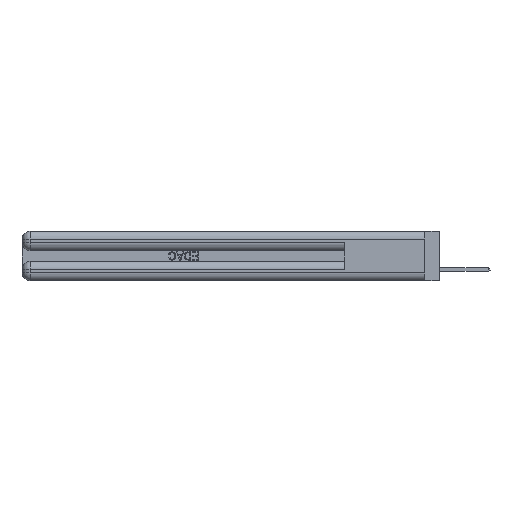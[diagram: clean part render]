
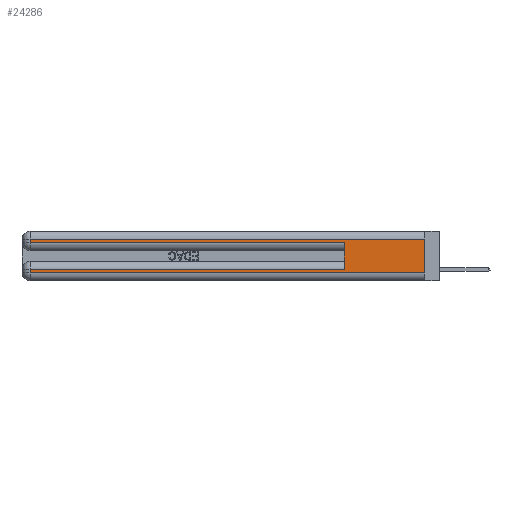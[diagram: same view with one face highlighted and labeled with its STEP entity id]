
A CAD part, left-side view. The second image highlights one B-rep face of the part: STEP entity #24286.
In plain terms, the highlighted planar face has unit normal (-1, 0, 0).
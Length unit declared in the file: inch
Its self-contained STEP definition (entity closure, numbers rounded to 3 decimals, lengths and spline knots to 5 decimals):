
#309 = CARTESIAN_POINT ( 'NONE',  ( 0., 2.94, 0.06 ) ) ;
#815 = DIRECTION ( 'NONE',  ( 0., 1., 0. ) ) ;
#1042 = ORIENTED_EDGE ( 'NONE', *, *, #11816, .F. ) ;
#1793 = LINE ( 'NONE', #21246, #6719 ) ;
#3291 = ORIENTED_EDGE ( 'NONE', *, *, #33127, .T. ) ;
#3783 = CARTESIAN_POINT ( 'NONE',  ( 0., 0.6, 0.145 ) ) ;
#4542 = EDGE_CURVE ( 'NONE', #38341, #17551, #28897, .T. ) ;
#5173 = EDGE_LOOP ( 'NONE', ( #13131, #36968, #39083, #3291, #1042, #7461, #19502, #31987 ) ) ;
#5488 = VECTOR ( 'NONE', #35274, 39.37008 ) ;
#5706 = VECTOR ( 'NONE', #815, 39.37008 ) ;
#6719 = VECTOR ( 'NONE', #40428, 39.37008 ) ;
#7461 = ORIENTED_EDGE ( 'NONE', *, *, #10775, .T. ) ;
#8190 = LINE ( 'NONE', #17136, #17649 ) ;
#8899 = CARTESIAN_POINT ( 'NONE',  ( 0., 0., 0.06 ) ) ;
#9370 = EDGE_CURVE ( 'NONE', #12980, #38459, #36430, .T. ) ;
#10614 = DIRECTION ( 'NONE',  ( 0., 0., 1. ) ) ;
#10775 = EDGE_CURVE ( 'NONE', #12579, #38341, #14458, .T. ) ;
#11816 = EDGE_CURVE ( 'NONE', #12579, #31396, #32772, .T. ) ;
#11965 = VECTOR ( 'NONE', #25910, 39.37008 ) ;
#12579 = VERTEX_POINT ( 'NONE', #22983 ) ;
#12980 = VERTEX_POINT ( 'NONE', #28909 ) ;
#13131 = ORIENTED_EDGE ( 'NONE', *, *, #9370, .F. ) ;
#14458 = LINE ( 'NONE', #19975, #5488 ) ;
#15532 = CARTESIAN_POINT ( 'NONE',  ( 0., 2.94, 0.285 ) ) ;
#15855 = VECTOR ( 'NONE', #10614, 39.37008 ) ;
#16243 = CARTESIAN_POINT ( 'NONE',  ( 0., 2.94, 0.37 ) ) ;
#16983 = CARTESIAN_POINT ( 'NONE',  ( 0., 0., 0.31 ) ) ;
#17136 = CARTESIAN_POINT ( 'NONE',  ( 0., 2.94, 0.37 ) ) ;
#17551 = VERTEX_POINT ( 'NONE', #309 ) ;
#17649 = VECTOR ( 'NONE', #39405, 39.37008 ) ;
#18038 = CARTESIAN_POINT ( 'NONE',  ( 0., 2.94, 0.085 ) ) ;
#19502 = ORIENTED_EDGE ( 'NONE', *, *, #4542, .T. ) ;
#19830 = FACE_OUTER_BOUND ( 'NONE', #5173, .T. ) ;
#19975 = CARTESIAN_POINT ( 'NONE',  ( 0., 0., 0.085 ) ) ;
#21153 = LINE ( 'NONE', #16983, #5706 ) ;
#21246 = CARTESIAN_POINT ( 'NONE',  ( 0., 0., 0.285 ) ) ;
#22983 = CARTESIAN_POINT ( 'NONE',  ( 0., 0.6, 0.085 ) ) ;
#23245 = DIRECTION ( 'NONE',  ( 1., 0., 0. ) ) ;
#24129 = CARTESIAN_POINT ( 'NONE',  ( 0., 2.94, 0.31 ) ) ;
#24286 = ADVANCED_FACE ( 'NONE', ( #19830 ), #32568, .F. ) ;
#25910 = DIRECTION ( 'NONE',  ( 0., 0., -1. ) ) ;
#26197 = EDGE_CURVE ( 'NONE', #12980, #39124, #21153, .T. ) ;
#26210 = EDGE_CURVE ( 'NONE', #39124, #32788, #8190, .T. ) ;
#26527 = VECTOR ( 'NONE', #27669, 39.37008 ) ;
#26645 = CARTESIAN_POINT ( 'NONE',  ( 0., 0., 0.37 ) ) ;
#27669 = DIRECTION ( 'NONE',  ( 0., 0., -1. ) ) ;
#27714 = CARTESIAN_POINT ( 'NONE',  ( 0., 0., 0.06 ) ) ;
#28330 = VECTOR ( 'NONE', #40895, 39.37008 ) ;
#28897 = LINE ( 'NONE', #16243, #11965 ) ;
#28909 = CARTESIAN_POINT ( 'NONE',  ( 0., 0., 0.31 ) ) ;
#31396 = VERTEX_POINT ( 'NONE', #31545 ) ;
#31545 = CARTESIAN_POINT ( 'NONE',  ( 0., 0.6, 0.285 ) ) ;
#31987 = ORIENTED_EDGE ( 'NONE', *, *, #32492, .T. ) ;
#32492 = EDGE_CURVE ( 'NONE', #17551, #38459, #37736, .T. ) ;
#32568 = PLANE ( 'NONE',  #37977 ) ;
#32705 = DIRECTION ( 'NONE',  ( 0., 0., -1. ) ) ;
#32772 = LINE ( 'NONE', #3783, #15855 ) ;
#32788 = VERTEX_POINT ( 'NONE', #15532 ) ;
#33127 = EDGE_CURVE ( 'NONE', #32788, #31396, #1793, .T. ) ;
#35274 = DIRECTION ( 'NONE',  ( 0., 1., 0. ) ) ;
#36430 = LINE ( 'NONE', #36912, #26527 ) ;
#36912 = CARTESIAN_POINT ( 'NONE',  ( 0., 0., 0.37 ) ) ;
#36968 = ORIENTED_EDGE ( 'NONE', *, *, #26197, .T. ) ;
#37736 = LINE ( 'NONE', #8899, #28330 ) ;
#37977 = AXIS2_PLACEMENT_3D ( 'NONE', #26645, #23245, #32705 ) ;
#38341 = VERTEX_POINT ( 'NONE', #18038 ) ;
#38459 = VERTEX_POINT ( 'NONE', #27714 ) ;
#39083 = ORIENTED_EDGE ( 'NONE', *, *, #26210, .T. ) ;
#39124 = VERTEX_POINT ( 'NONE', #24129 ) ;
#39405 = DIRECTION ( 'NONE',  ( 0., 0., -1. ) ) ;
#40428 = DIRECTION ( 'NONE',  ( 0., -1., 0. ) ) ;
#40895 = DIRECTION ( 'NONE',  ( 0., -1., 0. ) ) ;
